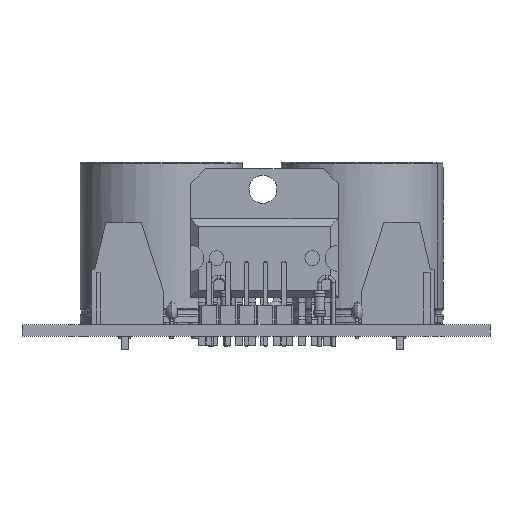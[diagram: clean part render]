
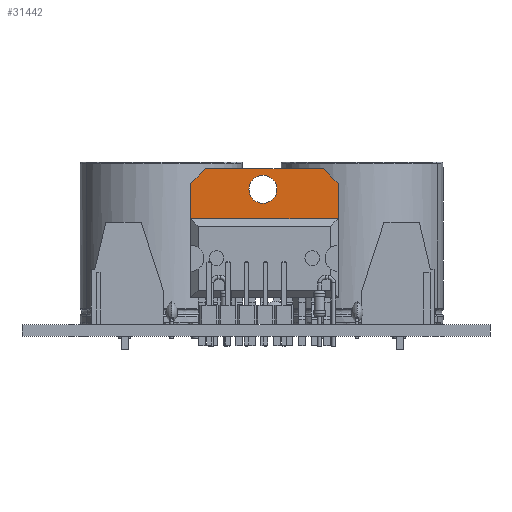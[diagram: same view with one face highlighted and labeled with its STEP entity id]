
A CAD part, front view. The second image highlights one B-rep face of the part: STEP entity #31442.
In plain terms, the highlighted planar face has unit normal (0, -1, 0).
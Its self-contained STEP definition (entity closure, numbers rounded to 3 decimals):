
#21981 = VERTEX_POINT('',#21982);
#21982 = CARTESIAN_POINT('',(18.51,8.,14.3));
#21996 = PLANE('',#21997);
#21997 = AXIS2_PLACEMENT_3D('',#21998,#21999,#22000);
#21998 = CARTESIAN_POINT('',(18.51,9.6,14.3));
#21999 = DIRECTION('',(1.,0.,0.));
#22000 = DIRECTION('',(0.,-1.,0.));
#22024 = PLANE('',#22025);
#22025 = AXIS2_PLACEMENT_3D('',#22026,#22027,#22028);
#22026 = CARTESIAN_POINT('',(-1.49,9.6,14.3));
#22027 = DIRECTION('',(0.,0.,1.));
#22028 = DIRECTION('',(1.,0.,0.));
#22416 = VERTEX_POINT('',#22417);
#22417 = CARTESIAN_POINT('',(-1.49,8.,14.3));
#22452 = PLANE('',#22453);
#22453 = AXIS2_PLACEMENT_3D('',#22454,#22455,#22456);
#22454 = CARTESIAN_POINT('',(-1.49,8.,14.3));
#22455 = DIRECTION('',(-1.,0.,0.));
#22456 = DIRECTION('',(0.,1.,0.));
#28634 = VERTEX_POINT('',#28635);
#28635 = CARTESIAN_POINT('',(18.51,8.,19.1));
#28649 = PLANE('',#28650);
#28650 = AXIS2_PLACEMENT_3D('',#28651,#28652,#28653);
#28651 = CARTESIAN_POINT('',(18.51,8.,19.1));
#28652 = DIRECTION('',(0.707,0.,0.707));
#28653 = DIRECTION('',(-0.707,0.,
    0.707));
#28661 = EDGE_CURVE('',#21981,#28634,#28662,.T.);
#28662 = SURFACE_CURVE('',#28663,(#28667,#28674),.PCURVE_S1.);
#28663 = LINE('',#28664,#28665);
#28664 = CARTESIAN_POINT('',(18.51,8.,14.3));
#28665 = VECTOR('',#28666,1.);
#28666 = DIRECTION('',(0.,0.,1.));
#28667 = PCURVE('',#21996,#28668);
#28668 = DEFINITIONAL_REPRESENTATION('',(#28669),#28673);
#28669 = LINE('',#28670,#28671);
#28670 = CARTESIAN_POINT('',(1.6,0.));
#28671 = VECTOR('',#28672,1.);
#28672 = DIRECTION('',(0.,-1.));
#28673 = ( GEOMETRIC_REPRESENTATION_CONTEXT(2) 
PARAMETRIC_REPRESENTATION_CONTEXT() REPRESENTATION_CONTEXT('2D SPACE',''
  ) );
#28674 = PCURVE('',#28675,#28680);
#28675 = PLANE('',#28676);
#28676 = AXIS2_PLACEMENT_3D('',#28677,#28678,#28679);
#28677 = CARTESIAN_POINT('',(18.51,8.,14.3));
#28678 = DIRECTION('',(0.,-1.,0.));
#28679 = DIRECTION('',(-1.,0.,0.));
#28680 = DEFINITIONAL_REPRESENTATION('',(#28681),#28685);
#28681 = LINE('',#28682,#28683);
#28682 = CARTESIAN_POINT('',(0.,0.));
#28683 = VECTOR('',#28684,1.);
#28684 = DIRECTION('',(0.,-1.));
#28685 = ( GEOMETRIC_REPRESENTATION_CONTEXT(2) 
PARAMETRIC_REPRESENTATION_CONTEXT() REPRESENTATION_CONTEXT('2D SPACE',''
  ) );
#28691 = EDGE_CURVE('',#21981,#22416,#28692,.T.);
#28692 = SURFACE_CURVE('',#28693,(#28697,#28704),.PCURVE_S1.);
#28693 = LINE('',#28694,#28695);
#28694 = CARTESIAN_POINT('',(18.51,8.,14.3));
#28695 = VECTOR('',#28696,1.);
#28696 = DIRECTION('',(-1.,0.,0.));
#28697 = PCURVE('',#22024,#28698);
#28698 = DEFINITIONAL_REPRESENTATION('',(#28699),#28703);
#28699 = LINE('',#28700,#28701);
#28700 = CARTESIAN_POINT('',(20.,-1.6));
#28701 = VECTOR('',#28702,1.);
#28702 = DIRECTION('',(-1.,0.));
#28703 = ( GEOMETRIC_REPRESENTATION_CONTEXT(2) 
PARAMETRIC_REPRESENTATION_CONTEXT() REPRESENTATION_CONTEXT('2D SPACE',''
  ) );
#28704 = PCURVE('',#28675,#28705);
#28705 = DEFINITIONAL_REPRESENTATION('',(#28706),#28710);
#28706 = LINE('',#28707,#28708);
#28707 = CARTESIAN_POINT('',(0.,0.));
#28708 = VECTOR('',#28709,1.);
#28709 = DIRECTION('',(1.,0.));
#28710 = ( GEOMETRIC_REPRESENTATION_CONTEXT(2) 
PARAMETRIC_REPRESENTATION_CONTEXT() REPRESENTATION_CONTEXT('2D SPACE',''
  ) );
#29065 = PLANE('',#29066);
#29066 = AXIS2_PLACEMENT_3D('',#29067,#29068,#29069);
#29067 = CARTESIAN_POINT('',(-1.49,8.,19.1));
#29068 = DIRECTION('',(0.707,0.,-0.707));
#29069 = DIRECTION('',(0.707,0.,0.707
    ));
#29093 = PLANE('',#29094);
#29094 = AXIS2_PLACEMENT_3D('',#29095,#29096,#29097);
#29095 = CARTESIAN_POINT('',(-1.49,9.6,21.1));
#29096 = DIRECTION('',(0.,0.,1.));
#29097 = DIRECTION('',(1.,0.,0.));
#29150 = CYLINDRICAL_SURFACE('',#29151,1.9);
#29151 = AXIS2_PLACEMENT_3D('',#29152,#29153,#29154);
#29152 = CARTESIAN_POINT('',(8.31,8.,18.3));
#29153 = DIRECTION('',(0.,-1.,0.));
#29154 = DIRECTION('',(1.,0.,0.));
#29221 = EDGE_CURVE('',#22416,#29222,#29224,.T.);
#29222 = VERTEX_POINT('',#29223);
#29223 = CARTESIAN_POINT('',(-1.49,8.,19.1));
#29224 = SURFACE_CURVE('',#29225,(#29229,#29236),.PCURVE_S1.);
#29225 = LINE('',#29226,#29227);
#29226 = CARTESIAN_POINT('',(-1.49,8.,14.3));
#29227 = VECTOR('',#29228,1.);
#29228 = DIRECTION('',(0.,0.,1.));
#29229 = PCURVE('',#22452,#29230);
#29230 = DEFINITIONAL_REPRESENTATION('',(#29231),#29235);
#29231 = LINE('',#29232,#29233);
#29232 = CARTESIAN_POINT('',(0.,0.));
#29233 = VECTOR('',#29234,1.);
#29234 = DIRECTION('',(0.,-1.));
#29235 = ( GEOMETRIC_REPRESENTATION_CONTEXT(2) 
PARAMETRIC_REPRESENTATION_CONTEXT() REPRESENTATION_CONTEXT('2D SPACE',''
  ) );
#29236 = PCURVE('',#28675,#29237);
#29237 = DEFINITIONAL_REPRESENTATION('',(#29238),#29242);
#29238 = LINE('',#29239,#29240);
#29239 = CARTESIAN_POINT('',(20.,0.));
#29240 = VECTOR('',#29241,1.);
#29241 = DIRECTION('',(0.,-1.));
#29242 = ( GEOMETRIC_REPRESENTATION_CONTEXT(2) 
PARAMETRIC_REPRESENTATION_CONTEXT() REPRESENTATION_CONTEXT('2D SPACE',''
  ) );
#31442 = ADVANCED_FACE('',(#31443,#31515),#28675,.T.);
#31443 = FACE_BOUND('',#31444,.T.);
#31444 = EDGE_LOOP('',(#31445,#31446,#31447,#31470,#31493,#31514));
#31445 = ORIENTED_EDGE('',*,*,#28691,.F.);
#31446 = ORIENTED_EDGE('',*,*,#28661,.T.);
#31447 = ORIENTED_EDGE('',*,*,#31448,.T.);
#31448 = EDGE_CURVE('',#28634,#31449,#31451,.T.);
#31449 = VERTEX_POINT('',#31450);
#31450 = CARTESIAN_POINT('',(16.51,8.,21.1));
#31451 = SURFACE_CURVE('',#31452,(#31456,#31463),.PCURVE_S1.);
#31452 = LINE('',#31453,#31454);
#31453 = CARTESIAN_POINT('',(18.51,8.,19.1));
#31454 = VECTOR('',#31455,1.);
#31455 = DIRECTION('',(-0.707,0.,0.707));
#31456 = PCURVE('',#28675,#31457);
#31457 = DEFINITIONAL_REPRESENTATION('',(#31458),#31462);
#31458 = LINE('',#31459,#31460);
#31459 = CARTESIAN_POINT('',(0.,-4.8));
#31460 = VECTOR('',#31461,1.);
#31461 = DIRECTION('',(0.707,-0.707));
#31462 = ( GEOMETRIC_REPRESENTATION_CONTEXT(2) 
PARAMETRIC_REPRESENTATION_CONTEXT() REPRESENTATION_CONTEXT('2D SPACE',''
  ) );
#31463 = PCURVE('',#28649,#31464);
#31464 = DEFINITIONAL_REPRESENTATION('',(#31465),#31469);
#31465 = LINE('',#31466,#31467);
#31466 = CARTESIAN_POINT('',(0.,0.));
#31467 = VECTOR('',#31468,1.);
#31468 = DIRECTION('',(1.,0.));
#31469 = ( GEOMETRIC_REPRESENTATION_CONTEXT(2) 
PARAMETRIC_REPRESENTATION_CONTEXT() REPRESENTATION_CONTEXT('2D SPACE',''
  ) );
#31470 = ORIENTED_EDGE('',*,*,#31471,.T.);
#31471 = EDGE_CURVE('',#31449,#31472,#31474,.T.);
#31472 = VERTEX_POINT('',#31473);
#31473 = CARTESIAN_POINT('',(0.51,8.,21.1));
#31474 = SURFACE_CURVE('',#31475,(#31479,#31486),.PCURVE_S1.);
#31475 = LINE('',#31476,#31477);
#31476 = CARTESIAN_POINT('',(18.51,8.,21.1));
#31477 = VECTOR('',#31478,1.);
#31478 = DIRECTION('',(-1.,0.,0.));
#31479 = PCURVE('',#28675,#31480);
#31480 = DEFINITIONAL_REPRESENTATION('',(#31481),#31485);
#31481 = LINE('',#31482,#31483);
#31482 = CARTESIAN_POINT('',(0.,-6.8));
#31483 = VECTOR('',#31484,1.);
#31484 = DIRECTION('',(1.,0.));
#31485 = ( GEOMETRIC_REPRESENTATION_CONTEXT(2) 
PARAMETRIC_REPRESENTATION_CONTEXT() REPRESENTATION_CONTEXT('2D SPACE',''
  ) );
#31486 = PCURVE('',#29093,#31487);
#31487 = DEFINITIONAL_REPRESENTATION('',(#31488),#31492);
#31488 = LINE('',#31489,#31490);
#31489 = CARTESIAN_POINT('',(20.,-1.6));
#31490 = VECTOR('',#31491,1.);
#31491 = DIRECTION('',(-1.,0.));
#31492 = ( GEOMETRIC_REPRESENTATION_CONTEXT(2) 
PARAMETRIC_REPRESENTATION_CONTEXT() REPRESENTATION_CONTEXT('2D SPACE',''
  ) );
#31493 = ORIENTED_EDGE('',*,*,#31494,.F.);
#31494 = EDGE_CURVE('',#29222,#31472,#31495,.T.);
#31495 = SURFACE_CURVE('',#31496,(#31500,#31507),.PCURVE_S1.);
#31496 = LINE('',#31497,#31498);
#31497 = CARTESIAN_POINT('',(-1.49,8.,19.1));
#31498 = VECTOR('',#31499,1.);
#31499 = DIRECTION('',(0.707,0.,0.707));
#31500 = PCURVE('',#28675,#31501);
#31501 = DEFINITIONAL_REPRESENTATION('',(#31502),#31506);
#31502 = LINE('',#31503,#31504);
#31503 = CARTESIAN_POINT('',(20.,-4.8));
#31504 = VECTOR('',#31505,1.);
#31505 = DIRECTION('',(-0.707,-0.707));
#31506 = ( GEOMETRIC_REPRESENTATION_CONTEXT(2) 
PARAMETRIC_REPRESENTATION_CONTEXT() REPRESENTATION_CONTEXT('2D SPACE',''
  ) );
#31507 = PCURVE('',#29065,#31508);
#31508 = DEFINITIONAL_REPRESENTATION('',(#31509),#31513);
#31509 = LINE('',#31510,#31511);
#31510 = CARTESIAN_POINT('',(0.,0.));
#31511 = VECTOR('',#31512,1.);
#31512 = DIRECTION('',(1.,0.));
#31513 = ( GEOMETRIC_REPRESENTATION_CONTEXT(2) 
PARAMETRIC_REPRESENTATION_CONTEXT() REPRESENTATION_CONTEXT('2D SPACE',''
  ) );
#31514 = ORIENTED_EDGE('',*,*,#29221,.F.);
#31515 = FACE_BOUND('',#31516,.T.);
#31516 = EDGE_LOOP('',(#31517));
#31517 = ORIENTED_EDGE('',*,*,#31518,.F.);
#31518 = EDGE_CURVE('',#31519,#31519,#31521,.T.);
#31519 = VERTEX_POINT('',#31520);
#31520 = CARTESIAN_POINT('',(10.21,8.,18.3));
#31521 = SURFACE_CURVE('',#31522,(#31527,#31534),.PCURVE_S1.);
#31522 = CIRCLE('',#31523,1.9);
#31523 = AXIS2_PLACEMENT_3D('',#31524,#31525,#31526);
#31524 = CARTESIAN_POINT('',(8.31,8.,18.3));
#31525 = DIRECTION('',(0.,-1.,0.));
#31526 = DIRECTION('',(1.,0.,0.));
#31527 = PCURVE('',#28675,#31528);
#31528 = DEFINITIONAL_REPRESENTATION('',(#31529),#31533);
#31529 = CIRCLE('',#31530,1.9);
#31530 = AXIS2_PLACEMENT_2D('',#31531,#31532);
#31531 = CARTESIAN_POINT('',(10.2,-4.));
#31532 = DIRECTION('',(-1.,0.));
#31533 = ( GEOMETRIC_REPRESENTATION_CONTEXT(2) 
PARAMETRIC_REPRESENTATION_CONTEXT() REPRESENTATION_CONTEXT('2D SPACE',''
  ) );
#31534 = PCURVE('',#29150,#31535);
#31535 = DEFINITIONAL_REPRESENTATION('',(#31536),#31540);
#31536 = LINE('',#31537,#31538);
#31537 = CARTESIAN_POINT('',(0.,0.));
#31538 = VECTOR('',#31539,1.);
#31539 = DIRECTION('',(1.,0.));
#31540 = ( GEOMETRIC_REPRESENTATION_CONTEXT(2) 
PARAMETRIC_REPRESENTATION_CONTEXT() REPRESENTATION_CONTEXT('2D SPACE',''
  ) );
